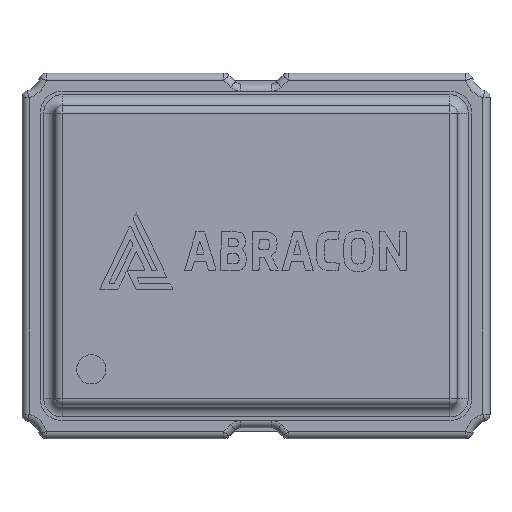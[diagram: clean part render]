
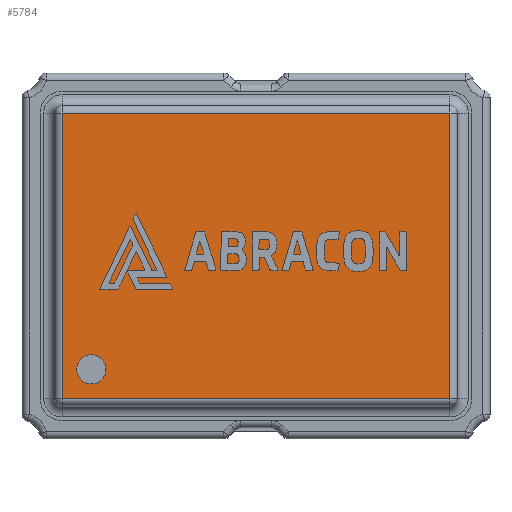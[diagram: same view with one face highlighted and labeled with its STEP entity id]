
A CAD part, top view. The second image highlights one B-rep face of the part: STEP entity #5784.
In plain terms, the highlighted planar face has unit normal (0, 0, 1).
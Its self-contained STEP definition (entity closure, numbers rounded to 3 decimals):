
#5502=VERTEX_POINT('NONE',#5503);
#5503=CARTESIAN_POINT('',(-1.226,-0.776,1.2));
#5509=EDGE_CURVE('NONE',#5502,#5510,#5512,.T.);
#5510=VERTEX_POINT('NONE',#5511);
#5511=CARTESIAN_POINT('',(-1.026,-0.776,1.2));
#5512=CIRCLE('',#5513,0.1);
#5513=AXIS2_PLACEMENT_3D('',#5514,#5515,#5516);
#5514=CARTESIAN_POINT('',(-1.126,-0.776,1.2));
#5515=DIRECTION('',(0.0,0.0,1.0));
#5516=DIRECTION('',(1.0,0.0,0.0));
#5784=ADVANCED_FACE('NONE',(#5785,#5795),#5829,.T.);
#5785=FACE_BOUND('NONE',#5786,.T.);
#5786=EDGE_LOOP('',(#5787,#5794));
#5787=ORIENTED_EDGE('',*,*,#5788,.T.);
#5788=EDGE_CURVE('NONE',#5502,#5510,#5789,.F.);
#5789=CIRCLE('',#5790,0.1);
#5790=AXIS2_PLACEMENT_3D('',#5791,#5792,#5793);
#5791=CARTESIAN_POINT('',(-1.126,-0.776,1.2));
#5792=DIRECTION('',(0.0,0.0,1.0));
#5793=DIRECTION('',(1.0,0.0,0.0));
#5794=ORIENTED_EDGE('',*,*,#5509,.F.);
#5795=FACE_BOUND('NONE',#5796,.T.);
#5796=EDGE_LOOP('',(#5797,#5807,#5815,#5823));
#5797=ORIENTED_EDGE('',*,*,#5798,.T.);
#5798=EDGE_CURVE('NONE',#5799,#5801,#5803,.T.);
#5799=VERTEX_POINT('NONE',#5800);
#5800=CARTESIAN_POINT('',(1.326,0.976,1.2));
#5801=VERTEX_POINT('NONE',#5802);
#5802=CARTESIAN_POINT('',(-1.326,0.976,1.2));
#5803=LINE('',#5804,#5805);
#5804=CARTESIAN_POINT('',(-1.326,0.976,1.2));
#5805=VECTOR('',#5806,1.0);
#5806=DIRECTION('',(-1.0,0.0,0.0));
#5807=ORIENTED_EDGE('',*,*,#5808,.T.);
#5808=EDGE_CURVE('NONE',#5801,#5809,#5811,.T.);
#5809=VERTEX_POINT('NONE',#5810);
#5810=CARTESIAN_POINT('',(-1.326,-0.976,1.2));
#5811=LINE('',#5812,#5813);
#5812=CARTESIAN_POINT('',(-1.326,-0.976,1.2));
#5813=VECTOR('',#5814,1.0);
#5814=DIRECTION('',(0.0,-1.0,0.0));
#5815=ORIENTED_EDGE('',*,*,#5816,.T.);
#5816=EDGE_CURVE('NONE',#5809,#5817,#5819,.T.);
#5817=VERTEX_POINT('NONE',#5818);
#5818=CARTESIAN_POINT('',(1.326,-0.976,1.2));
#5819=LINE('',#5820,#5821);
#5820=CARTESIAN_POINT('',(1.326,-0.976,1.2));
#5821=VECTOR('',#5822,1.0);
#5822=DIRECTION('',(1.0,0.0,0.0));
#5823=ORIENTED_EDGE('',*,*,#5824,.T.);
#5824=EDGE_CURVE('NONE',#5817,#5799,#5825,.T.);
#5825=LINE('',#5826,#5827);
#5826=CARTESIAN_POINT('',(1.326,0.976,1.2));
#5827=VECTOR('',#5828,1.0);
#5828=DIRECTION('',(0.0,1.0,0.0));
#5829=PLANE('',#5830);
#5830=AXIS2_PLACEMENT_3D('',#5831,#5832,#5833);
#5831=CARTESIAN_POINT('',(-1.326,-0.976,1.2));
#5832=DIRECTION('',(0.0,0.0,1.0));
#5833=DIRECTION('',(1.0,0.0,0.0));
